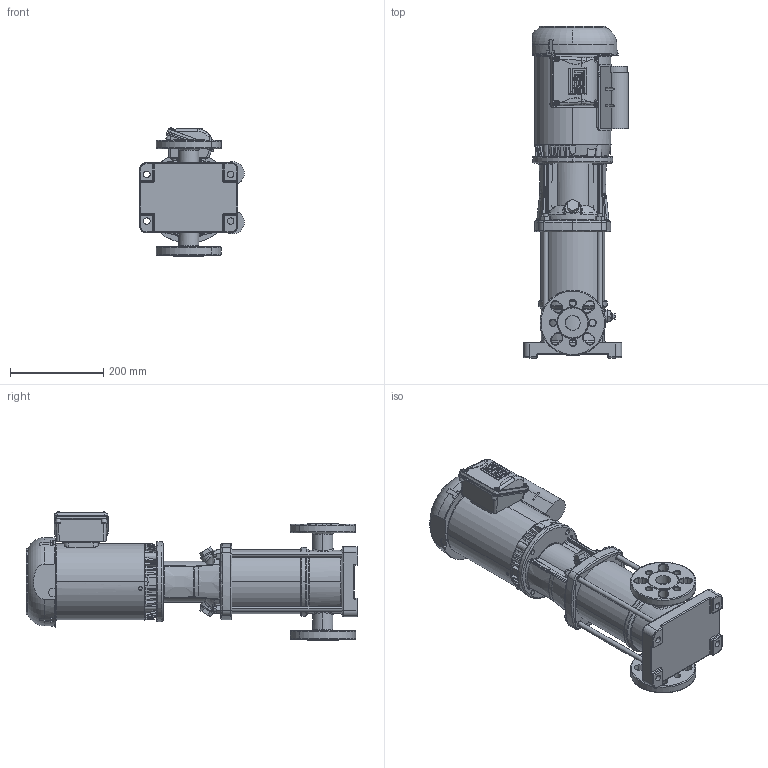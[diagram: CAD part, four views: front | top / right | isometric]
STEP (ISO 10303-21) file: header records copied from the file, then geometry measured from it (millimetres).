
FILE_DESCRIPTION (( 'STEP AP203' ), '1' );
FILE_NAME ('3303712 - MVI-5-10-1 HP-56C-304-E-115_230V~1.step', '2022-03-30T13:55:58', ( '' ), ( '' ), 'SwSTEP 2.0', 'SolidWorks 2021', '' );
FILE_SCHEMA (( 'CONFIG_CONTROL_DESIGN' ));
Length unit declared in the file: inch
Products named in the file (5): sbi_n_1-10_flange(NEMA); ~1 MOTOR_3323965 - NEMA V2 1HP 56C 1~115_208-230V TEFC WEG; 3323965 - NEMA V2 1HP 56C 1~115_208-230V TEFC WEG; 3303712 - MVI-5-10-1 HP-56C-304-E-115_230V~1; MVI PEO - [304-EPDM]_3304008 - MVI-5-10-1 HP-56C-304-E-S
Assembly tree (4 placements, depth 3):
  3303712 - MVI-5-10-1 HP-56C-304-E-115_230V~1
    MVI PEO - [304-EPDM]_3304008 - MVI-5-10-1 HP-56C-304-E-S
      sbi_n_1-10_flange(NEMA)
    ~1 MOTOR_3323965 - NEMA V2 1HP 56C 1~115_208-230V TEFC WEG
      3323965 - NEMA V2 1HP 56C 1~115_208-230V TEFC WEG
Bounding box: 223.9 x 711.7 x 274.74 mm (x, y, z)
Volume: 14953123.8 mm3; surface area: 929061 mm2
Topology: 16 solids, 16 shells, 2190 faces, 5656 edges, 3542 vertices
Faces by surface type: plane 713, cylinder 640, bspline 420, cone 302, torus 85, sphere 30
Entity records: 106806 total; most frequent: CARTESIAN_POINT 57819, ORIENTED_EDGE 11192, DIRECTION 8662, EDGE_CURVE 5596, VERTEX_POINT 3538, AXIS2_PLACEMENT_3D 3313, EDGE_LOOP 2362, ADVANCED_FACE 2190
